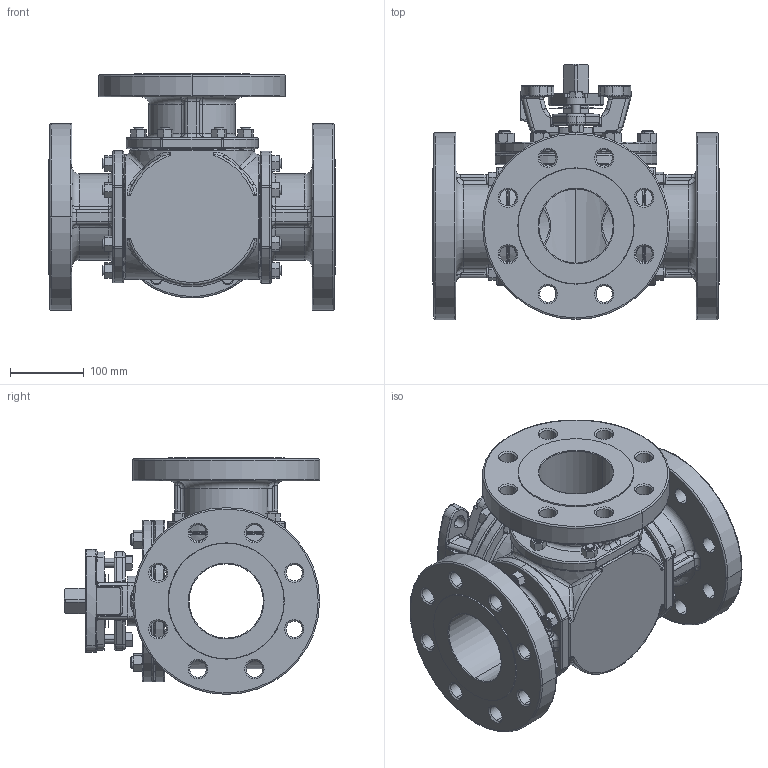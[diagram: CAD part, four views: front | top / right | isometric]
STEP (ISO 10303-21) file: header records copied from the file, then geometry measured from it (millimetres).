
FILE_DESCRIPTION (( 'STEP AP214' ), '1' );
FILE_NAME ('31-F3-0400-XXX BARE STEM.step', '2019-08-21T18:11:31', ( '' ), ( '' ), 'SwSTEP 2.0', 'SolidWorks 2019', '' );
FILE_SCHEMA (( 'AUTOMOTIVE_DESIGN' ));
Length unit declared in the file: inch
Products named in the file (2): 31-F3-0400-XXX BARE STEM
Bounding box: 389.89 x 347 x 321.94 mm (x, y, z)
Surface area: 950580.9 mm2 (no closed solid volume)
Topology: 0 solids, 67 shells, 1191 faces, 3264 edges, 2098 vertices
Faces by surface type: cylinder 359, plane 284, cone 247, bspline 208, torus 93
Entity records: 70560 total; most frequent: CARTESIAN_POINT 26748, DIRECTION 5839, ORIENTED_EDGE 5623, EDGE_CURVE 3246, AXIS2_PLACEMENT_3D 2469, VERTEX_POINT 2098, CIRCLE 1484, EDGE_LOOP 1352
